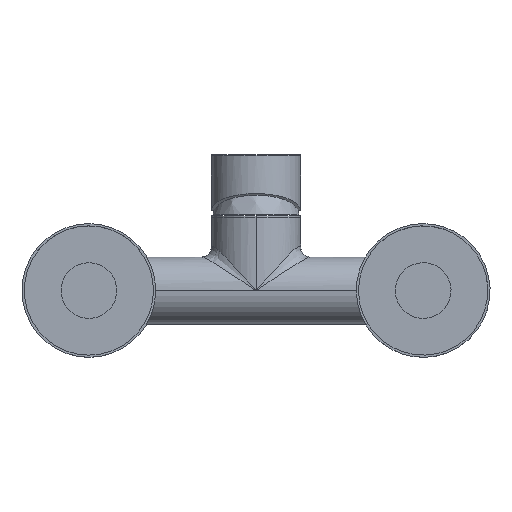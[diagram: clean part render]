
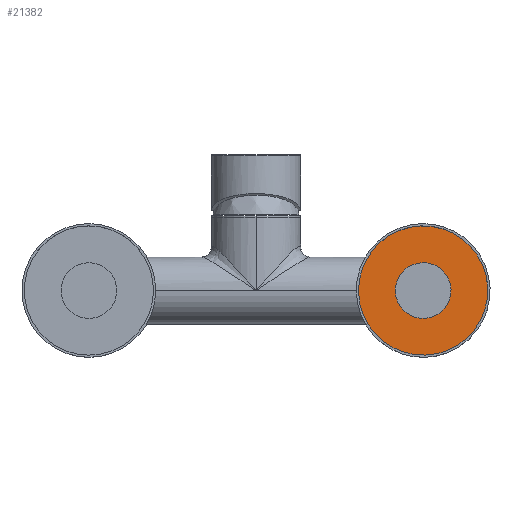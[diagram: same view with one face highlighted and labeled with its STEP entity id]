
A CAD part, top view. The second image highlights one B-rep face of the part: STEP entity #21382.
In plain terms, the highlighted face is planar.
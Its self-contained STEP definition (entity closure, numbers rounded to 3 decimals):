
#382 = DIRECTION ( 'NONE',  ( 0., -1., 0. ) ) ;
#808 = EDGE_CURVE ( 'NONE', #8195, #20469, #6536, .T. ) ;
#938 = DIRECTION ( 'NONE',  ( 0., -1., 0. ) ) ;
#2586 = FACE_OUTER_BOUND ( 'NONE', #21070, .T. ) ;
#2947 = CARTESIAN_POINT ( 'NONE',  ( 0., 23., 12.5 ) ) ;
#3746 = CIRCLE ( 'NONE', #15682, 29. ) ;
#3781 = AXIS2_PLACEMENT_3D ( 'NONE', #11910, #938, #19635 ) ;
#3854 = CIRCLE ( 'NONE', #19541, 12.5 ) ;
#3955 = DIRECTION ( 'NONE',  ( 0., 1., 0. ) ) ;
#4102 = CARTESIAN_POINT ( 'NONE',  ( 0., 23., 0. ) ) ;
#5203 = DIRECTION ( 'NONE',  ( 0., 0., -1. ) ) ;
#5644 = CARTESIAN_POINT ( 'NONE',  ( 0., 23., 0. ) ) ;
#6536 = CIRCLE ( 'NONE', #7268, 12.5 ) ;
#7052 = ORIENTED_EDGE ( 'NONE', *, *, #808, .T. ) ;
#7268 = AXIS2_PLACEMENT_3D ( 'NONE', #5644, #9093, #7493 ) ;
#7493 = DIRECTION ( 'NONE',  ( 0., 0., -1. ) ) ;
#7790 = DIRECTION ( 'NONE',  ( 0., 0., -1. ) ) ;
#8195 = VERTEX_POINT ( 'NONE', #11886 ) ;
#8873 = ORIENTED_EDGE ( 'NONE', *, *, #22480, .T. ) ;
#9093 = DIRECTION ( 'NONE',  ( 0., 1., 0. ) ) ;
#9980 = ORIENTED_EDGE ( 'NONE', *, *, #19061, .T. ) ;
#10680 = CARTESIAN_POINT ( 'NONE',  ( 0., 23., -29. ) ) ;
#11303 = CARTESIAN_POINT ( 'NONE',  ( 0., 23., 29. ) ) ;
#11886 = CARTESIAN_POINT ( 'NONE',  ( 0., 23., -12.5 ) ) ;
#11910 = CARTESIAN_POINT ( 'NONE',  ( 0., 23., 0. ) ) ;
#12038 = ORIENTED_EDGE ( 'NONE', *, *, #16266, .T. ) ;
#12748 = AXIS2_PLACEMENT_3D ( 'NONE', #23939, #16359, #5203 ) ;
#14094 = FACE_BOUND ( 'NONE', #19243, .T. ) ;
#15486 = CARTESIAN_POINT ( 'NONE',  ( 0., 23., 0. ) ) ;
#15637 = PLANE ( 'NONE',  #3781 ) ;
#15682 = AXIS2_PLACEMENT_3D ( 'NONE', #15486, #382, #7790 ) ;
#16266 = EDGE_CURVE ( 'NONE', #20469, #8195, #3854, .T. ) ;
#16359 = DIRECTION ( 'NONE',  ( 0., -1., 0. ) ) ;
#16724 = VERTEX_POINT ( 'NONE', #10680 ) ;
#16808 = DIRECTION ( 'NONE',  ( 0., 0., -1. ) ) ;
#19061 = EDGE_CURVE ( 'NONE', #16724, #20742, #3746, .T. ) ;
#19243 = EDGE_LOOP ( 'NONE', ( #12038, #7052 ) ) ;
#19541 = AXIS2_PLACEMENT_3D ( 'NONE', #4102, #3955, #16808 ) ;
#19635 = DIRECTION ( 'NONE',  ( 0., 0., -1. ) ) ;
#20469 = VERTEX_POINT ( 'NONE', #2947 ) ;
#20742 = VERTEX_POINT ( 'NONE', #11303 ) ;
#21070 = EDGE_LOOP ( 'NONE', ( #9980, #8873 ) ) ;
#21382 = ADVANCED_FACE ( 'NONE', ( #2586, #14094 ), #15637, .T. ) ;
#21946 = CIRCLE ( 'NONE', #12748, 29. ) ;
#22480 = EDGE_CURVE ( 'NONE', #20742, #16724, #21946, .T. ) ;
#23939 = CARTESIAN_POINT ( 'NONE',  ( 0., 23., 0. ) ) ;
